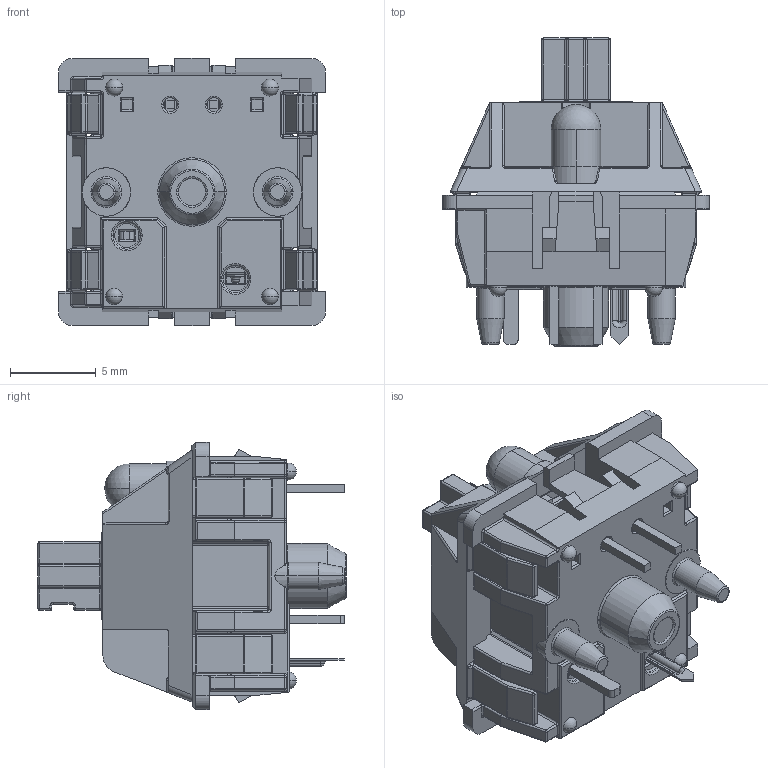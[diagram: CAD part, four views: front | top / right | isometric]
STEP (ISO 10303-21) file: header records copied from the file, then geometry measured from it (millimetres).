
FILE_DESCRIPTION (( 'STEP AP214' ), '1' );
FILE_NAME ('Cherry MX.STEP', '2023-12-18T21:50:02', ( '' ), ( '' ), 'SwSTEP 2.0', 'SolidWorks 2022', '' );
FILE_SCHEMA (( 'AUTOMOTIVE_DESIGN' ));
Length unit declared in the file: millimetre
Products named in the file (8): Top; Bottom; Pieza5^Cherry MX; Pulsador; Pin2; Cherry MX; Pin1; Led 3mm_trans
Assembly tree (7 placements, depth 2):
  Cherry MX
    Bottom
    Pulsador
    Top
    Pieza5^Cherry MX
    Pin1
    Pin2
    Led 3mm_trans
Bounding box: 15.6 x 18 x 15.6 mm (x, y, z)
Volume: 1169.6 mm3; surface area: 2903.1 mm2
Topology: 8 solids, 8 shells, 1404 faces, 3416 edges, 1916 vertices
Faces by surface type: cylinder 579, plane 476, torus 154, sphere 139, bspline 50, cone 6
Entity records: 42721 total; most frequent: CARTESIAN_POINT 10502, DIRECTION 6912, ORIENTED_EDGE 6568, EDGE_CURVE 3284, AXIS2_PLACEMENT_3D 2523, VERTEX_POINT 1912, VECTOR 1866, LINE 1866
